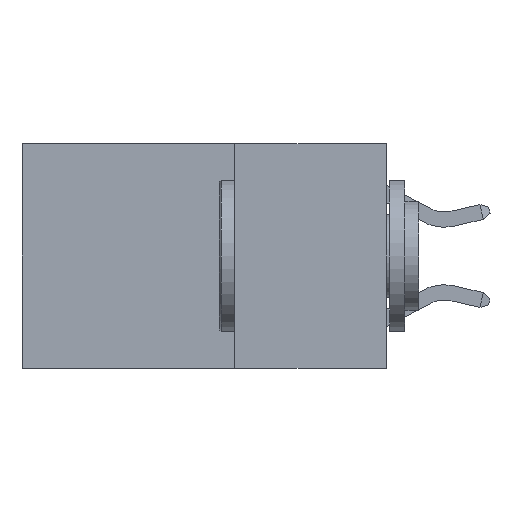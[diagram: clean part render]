
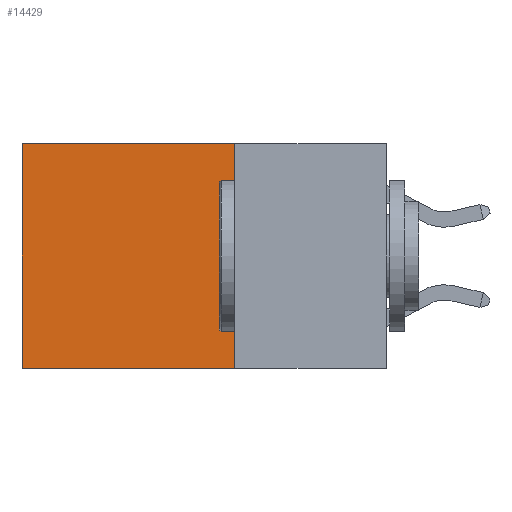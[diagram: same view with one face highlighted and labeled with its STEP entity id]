
A CAD part, left-side view. The second image highlights one B-rep face of the part: STEP entity #14429.
In plain terms, the highlighted planar face has unit normal (-1, 0, 0).
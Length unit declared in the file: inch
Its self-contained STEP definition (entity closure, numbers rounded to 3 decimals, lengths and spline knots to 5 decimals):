
#960 = VECTOR ( 'NONE', #14740, 39.37008 ) ;
#1243 = CARTESIAN_POINT ( 'NONE',  ( 0.2625, 0.6, 0. ) ) ;
#1313 = DIRECTION ( 'NONE',  ( 1., 0., 0. ) ) ;
#1895 = EDGE_CURVE ( 'NONE', #14465, #13023, #11821, .T. ) ;
#2486 = VECTOR ( 'NONE', #2583, 39.37008 ) ;
#2520 = ORIENTED_EDGE ( 'NONE', *, *, #14649, .F. ) ;
#2583 = DIRECTION ( 'NONE',  ( 0., 0., -1. ) ) ;
#2595 = PLANE ( 'NONE',  #11507 ) ;
#2927 = VECTOR ( 'NONE', #10422, 39.37008 ) ;
#2997 = CARTESIAN_POINT ( 'NONE',  ( 0.2625, 0.25, -0.37 ) ) ;
#3161 = VERTEX_POINT ( 'NONE', #11073 ) ;
#6497 = CARTESIAN_POINT ( 'NONE',  ( 0.2625, 0.25, 0. ) ) ;
#7094 = EDGE_CURVE ( 'NONE', #12048, #3161, #8999, .T. ) ;
#7888 = CARTESIAN_POINT ( 'NONE',  ( 0.2625, 0.25, 0. ) ) ;
#7921 = LINE ( 'NONE', #2997, #960 ) ;
#8754 = VECTOR ( 'NONE', #8990, 39.37008 ) ;
#8951 = CARTESIAN_POINT ( 'NONE',  ( 0.2625, 0.25, 0. ) ) ;
#8990 = DIRECTION ( 'NONE',  ( 0., 0., -1. ) ) ;
#8999 = LINE ( 'NONE', #1243, #2486 ) ;
#9032 = ORIENTED_EDGE ( 'NONE', *, *, #7094, .T. ) ;
#9136 = CARTESIAN_POINT ( 'NONE',  ( 0.2625, 0.25, 0. ) ) ;
#9444 = ORIENTED_EDGE ( 'NONE', *, *, #1895, .F. ) ;
#10422 = DIRECTION ( 'NONE',  ( 0., 1., 0. ) ) ;
#10444 = DIRECTION ( 'NONE',  ( 0., 0., -1. ) ) ;
#11073 = CARTESIAN_POINT ( 'NONE',  ( 0.2625, 0.6, -0.37 ) ) ;
#11507 = AXIS2_PLACEMENT_3D ( 'NONE', #9136, #1313, #10444 ) ;
#11697 = EDGE_CURVE ( 'NONE', #14465, #12048, #16793, .T. ) ;
#11821 = LINE ( 'NONE', #8951, #8754 ) ;
#12048 = VERTEX_POINT ( 'NONE', #16370 ) ;
#12885 = CARTESIAN_POINT ( 'NONE',  ( 0.2625, 0.25, -0.37 ) ) ;
#13023 = VERTEX_POINT ( 'NONE', #12885 ) ;
#13244 = EDGE_LOOP ( 'NONE', ( #9032, #2520, #9444, #16809 ) ) ;
#14262 = FACE_OUTER_BOUND ( 'NONE', #13244, .T. ) ;
#14429 = ADVANCED_FACE ( 'NONE', ( #14262 ), #2595, .F. ) ;
#14465 = VERTEX_POINT ( 'NONE', #7888 ) ;
#14649 = EDGE_CURVE ( 'NONE', #13023, #3161, #7921, .T. ) ;
#14740 = DIRECTION ( 'NONE',  ( 0., 1., 0. ) ) ;
#16370 = CARTESIAN_POINT ( 'NONE',  ( 0.2625, 0.6, 0. ) ) ;
#16793 = LINE ( 'NONE', #6497, #2927 ) ;
#16809 = ORIENTED_EDGE ( 'NONE', *, *, #11697, .T. ) ;
